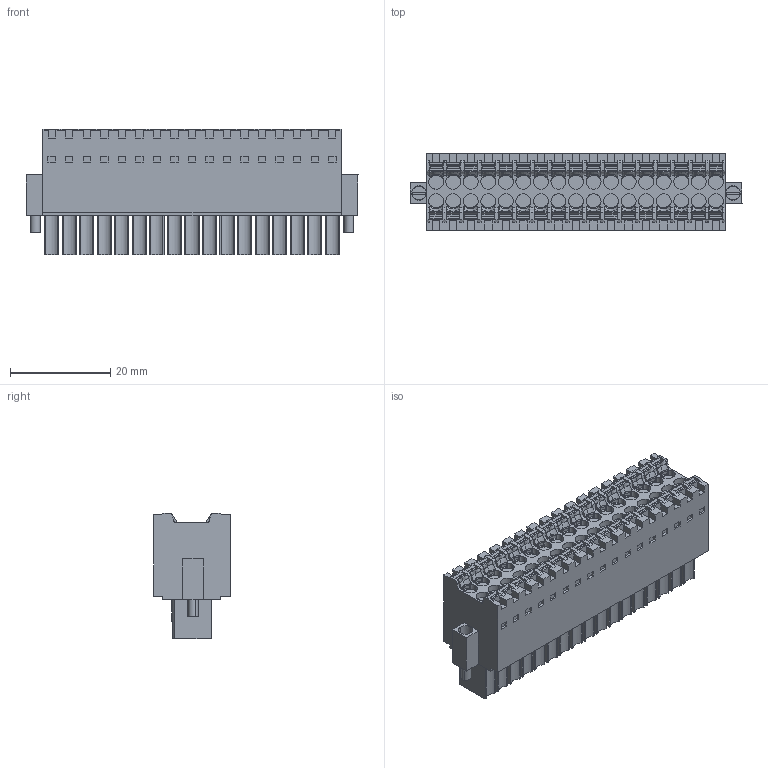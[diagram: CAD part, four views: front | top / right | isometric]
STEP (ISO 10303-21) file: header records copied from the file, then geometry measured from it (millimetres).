
FILE_DESCRIPTION(('CATIA V5 STEP','CAx-IF Rec.Pracs.--- Model Styling and Organization---1.4--- 2014-01-23'),'2;1');
FILE_NAME ('D1450468_1', '2023-08-22T06:46:08+00:00', ('none'), ('Weidmueller'), 'CATIA Version 5-6 Release 2016 SP3 HF44', 'CATIA V5 STEP AP214', 'none');
FILE_SCHEMA(('AUTOMOTIVE_DESIGN { 1 0 10303 214 1 1 1 1 }'));
Products named in the file (1): 1277840000
Bounding box: 66.25 x 15.2 x 25.05 mm (x, y, z)
Volume: 16738.9 mm3; surface area: 10694.1 mm2
Topology: 37 solids, 37 shells, 2289 faces, 6655 edges, 4529 vertices
Faces by surface type: plane 1487, cylinder 290, torus 203, extrusion 173, cone 68, bspline 68
Entity records: 78219 total; most frequent: CARTESIAN_POINT 24330, ORIENTED_EDGE 13310, DIRECTION 7609, EDGE_CURVE 6655, VECTOR 4876, LINE 4703, VERTEX_POINT 4529, EDGE_LOOP 2382
